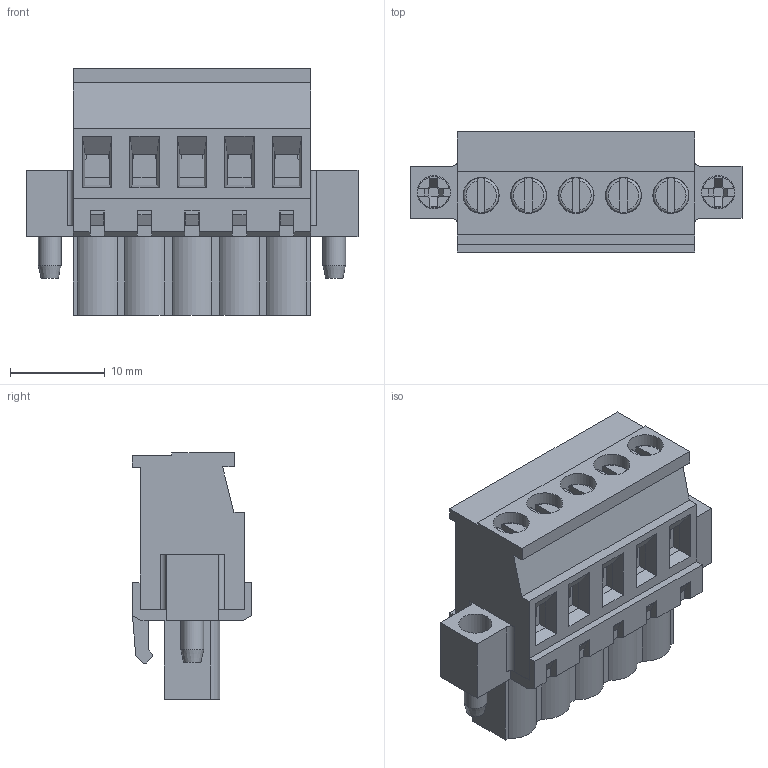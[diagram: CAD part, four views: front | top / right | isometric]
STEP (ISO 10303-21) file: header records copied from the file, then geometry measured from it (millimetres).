
FILE_DESCRIPTION(/* description */ ('Unknown'),/* implementation_level */ '2;1');
FILE_NAME(/* name */ '691345710005',/* time_stamp */ '2016-01-19T11:55:17+01:00',/* author */ ('Unknown'),/* organization */ ('Unknown'),/* preprocessor_version */ 'ST-DEVELOPER v16',/* originating_system */ 'DEX',/* authorisation */ $);
FILE_SCHEMA (('AUTOMOTIVE_DESIGN {1 0 10303 214 3 1 1}'));
Length unit declared in the file: millimetre
Products named in the file (7): 6913457100xx; 691345710005; 6913457100xx_CAGE; 6913457100xx_PIN; 6913457100xx_VIS; 6913457100xx_VIS Flange; 691345710005_BAS
Assembly tree (19 placements, depth 2):
  6913457100xx
    691345710005
    6913457100xx_CAGE  x5
    6913457100xx_PIN  x5
    6913457100xx_VIS  x5
    6913457100xx_VIS Flange  x2
    691345710005_BAS
Bounding box: 35 x 12.65 x 26 mm (x, y, z)
Volume: 4235.5 mm3; surface area: 9618.9 mm2
Topology: 19 solids, 19 shells, 1096 faces, 3058 edges, 1997 vertices
Faces by surface type: plane 856, cylinder 202, torus 26, cone 12
Full cylindrical faces by diameter (mm): 1.6 x5, 2.4 x7, 2.5 x2, 2.9 x10, 3 x5, 3.5 x2, 3.7 x5, 3.8 x7
Entity records: 22535 total; most frequent: CARTESIAN_POINT 4102, ORIENTED_EDGE 3784, DIRECTION 3472, EDGE_CURVE 1892, LINE 1710, VECTOR 1710, VERTEX_POINT 1256, AXIS2_PLACEMENT_3D 881
